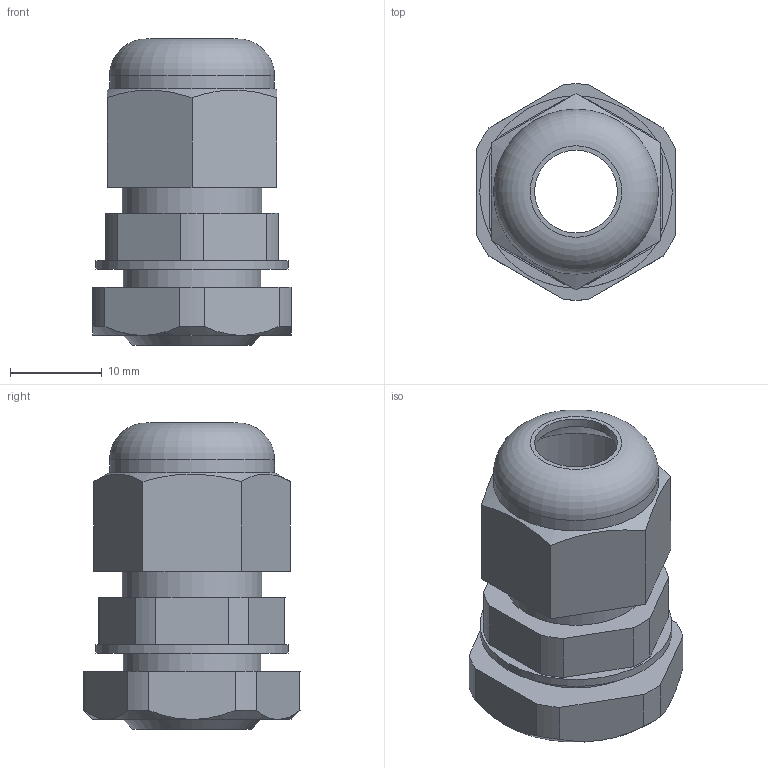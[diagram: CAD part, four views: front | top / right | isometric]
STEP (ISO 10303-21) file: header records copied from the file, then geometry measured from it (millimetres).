
FILE_DESCRIPTION(('FreeCAD Model'),'2;1');
FILE_NAME('Open CASCADE Shape Model','2023-01-13T12:04:54',(''),(''), 'Open CASCADE STEP processor 7.6','FreeCAD','Unknown');
FILE_SCHEMA(('AUTOMOTIVE_DESIGN { 1 0 10303 214 1 1 1 1 }'));
Length unit declared in the file: millimetre
Products named in the file (5): PG9_Gland; Body; Body001; Body002; Body003
Assembly tree (4 placements, depth 2):
  PG9_Gland
    Body
    Body001
    Body002
    Body003
Bounding box: 21.63 x 23.59 x 33.41 mm (x, y, z)
Volume: 5714 mm3; surface area: 5928 mm2
Topology: 4 solids, 4 shells, 64 faces, 147 edges, 93 vertices
Faces by surface type: plane 28, cylinder 22, cone 13, torus 1
Full cylindrical faces by diameter (mm): 9.04 x1, 11 x1, 15 x3, 15.04 x1, 15.2 x1, 18 x1, 21 x1
Entity records: 1962 total; most frequent: DIRECTION 361, CARTESIAN_POINT 309, ORIENTED_EDGE 294, EDGE_CURVE 147, AXIS2_PLACEMENT_3D 145, VERTEX_POINT 93, FACE_BOUND 74, EDGE_LOOP 74
